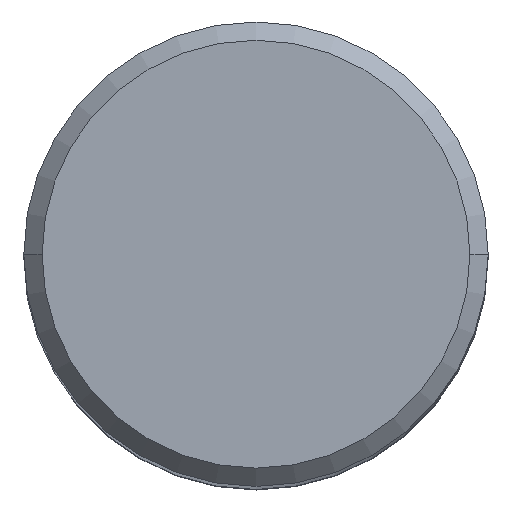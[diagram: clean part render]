
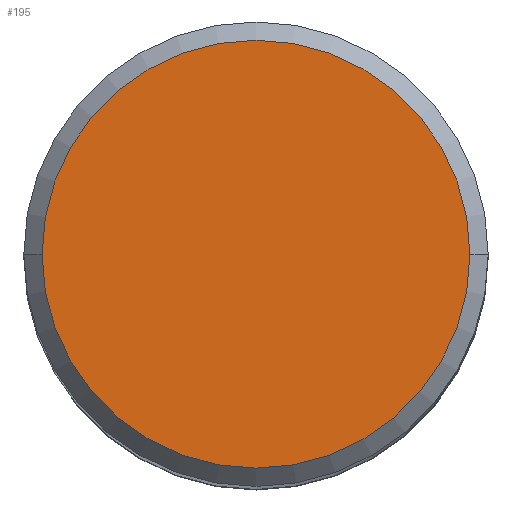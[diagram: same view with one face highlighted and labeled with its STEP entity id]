
A CAD part, top view. The second image highlights one B-rep face of the part: STEP entity #195.
In plain terms, the highlighted planar face has unit normal (0, 0, 1).
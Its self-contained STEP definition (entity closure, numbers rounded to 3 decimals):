
#134=FACE_OUTER_BOUND('',#262,.T.);
#195=ADVANCED_FACE('',(#134),#224,.F.);
#224=PLANE('',#1149);
#262=EDGE_LOOP('',(#426,#427));
#426=ORIENTED_EDGE('',*,*,#666,.T.);
#427=ORIENTED_EDGE('',*,*,#667,.T.);
#570=VERTEX_POINT('',#1868);
#571=VERTEX_POINT('',#1869);
#666=EDGE_CURVE('',#570,#571,#781,.T.);
#667=EDGE_CURVE('',#571,#570,#782,.T.);
#781=CIRCLE('',#1147,11.7);
#782=CIRCLE('',#1148,11.7);
#1147=AXIS2_PLACEMENT_3D('',#1867,#1435,#1436);
#1148=AXIS2_PLACEMENT_3D('',#1870,#1437,#1438);
#1149=AXIS2_PLACEMENT_3D('',#1871,#1439,#1440);
#1435=DIRECTION('',(0.,0.,1.));
#1436=DIRECTION('',(-1.,0.,0.));
#1437=DIRECTION('',(0.,0.,1.));
#1438=DIRECTION('',(1.,0.,0.));
#1439=DIRECTION('',(0.,0.,-1.));
#1440=DIRECTION('',(1.,0.,0.));
#1867=CARTESIAN_POINT('',(0.,0.,0.));
#1868=CARTESIAN_POINT('',(-11.7,0.,0.));
#1869=CARTESIAN_POINT('',(11.7,0.,0.));
#1870=CARTESIAN_POINT('',(0.,0.,0.));
#1871=CARTESIAN_POINT('',(0.,0.,0.));
